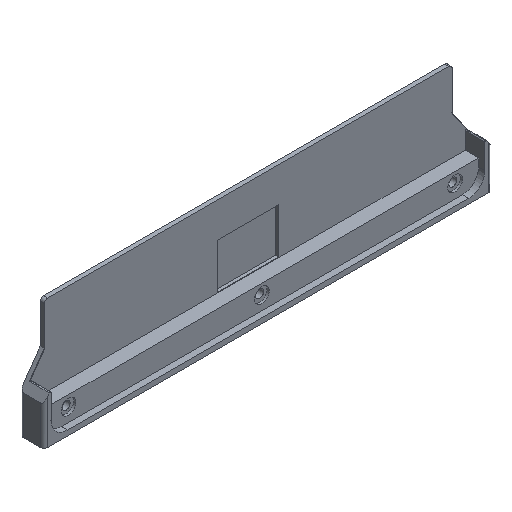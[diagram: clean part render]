
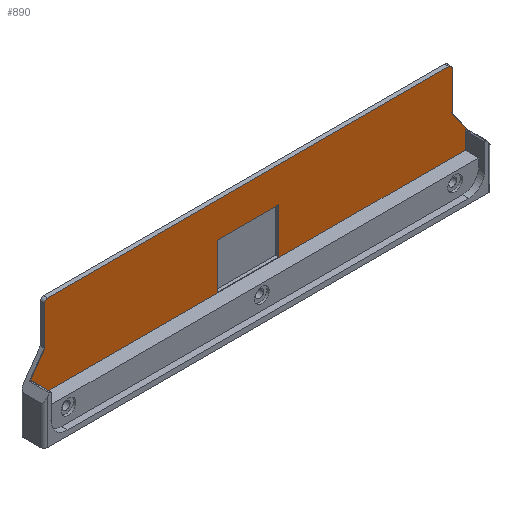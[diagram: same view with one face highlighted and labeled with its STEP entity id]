
A CAD part, isometric view. The second image highlights one B-rep face of the part: STEP entity #890.
In plain terms, the highlighted planar face has unit normal (0, -1, 0).
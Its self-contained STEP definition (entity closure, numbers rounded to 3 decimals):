
#98=CARTESIAN_POINT('',(-9.5,2.15,-10.8));
#99=VERTEX_POINT('',#98);
#106=CARTESIAN_POINT('',(-9.5,2.15,-24.8));
#107=VERTEX_POINT('',#106);
#108=CARTESIAN_POINT('',(-9.5,2.15,-24.8));
#109=DIRECTION('',(0.,0.,1.));
#110=VECTOR('',#109,14.);
#111=LINE('',#108,#110);
#112=EDGE_CURVE('',#107,#99,#111,.T.);
#136=CARTESIAN_POINT('',(9.5,2.15,-10.8));
#137=VERTEX_POINT('',#136);
#144=CARTESIAN_POINT('',(-9.5,2.15,-10.8));
#145=DIRECTION('',(1.,0.,-0.));
#146=VECTOR('',#145,19.);
#147=LINE('',#144,#146);
#148=EDGE_CURVE('',#99,#137,#147,.T.);
#167=CARTESIAN_POINT('',(9.5,2.15,-24.8));
#168=VERTEX_POINT('',#167);
#175=CARTESIAN_POINT('',(9.5,2.15,-10.8));
#176=DIRECTION('',(-0.,-0.,-1.));
#177=VECTOR('',#176,14.);
#178=LINE('',#175,#177);
#179=EDGE_CURVE('',#137,#168,#178,.T.);
#280=CARTESIAN_POINT('',(-62.25,2.15,0.));
#281=VERTEX_POINT('',#280);
#282=CARTESIAN_POINT('',(62.25,2.15,0.));
#283=VERTEX_POINT('',#282);
#284=CARTESIAN_POINT('',(-62.25,2.15,0.));
#285=DIRECTION('',(1.,0.,-0.));
#286=VECTOR('',#285,124.5);
#287=LINE('',#284,#286);
#288=EDGE_CURVE('',#281,#283,#287,.T.);
#311=CARTESIAN_POINT('',(-63.25,2.15,-1.));
#312=VERTEX_POINT('',#311);
#313=CARTESIAN_POINT('',(-63.25,2.15,-13.175));
#314=VERTEX_POINT('',#313);
#315=CARTESIAN_POINT('',(-63.25,2.15,-1.));
#316=DIRECTION('',(-0.,-0.,-1.));
#317=VECTOR('',#316,12.175);
#318=LINE('',#315,#317);
#319=EDGE_CURVE('',#312,#314,#318,.T.);
#367=CARTESIAN_POINT('',(63.25,2.15,-1.));
#368=VERTEX_POINT('',#367);
#375=CARTESIAN_POINT('',(63.25,2.15,-13.175));
#376=VERTEX_POINT('',#375);
#377=CARTESIAN_POINT('',(63.25,2.15,-1.));
#378=DIRECTION('',(0.,0.,-1.));
#379=VECTOR('',#378,12.175);
#380=LINE('',#377,#379);
#381=EDGE_CURVE('',#368,#376,#380,.T.);
#423=CARTESIAN_POINT('',(67.51,2.15,-19.504));
#424=VERTEX_POINT('',#423);
#431=CARTESIAN_POINT('',(67.3,2.15,-19.79));
#432=VERTEX_POINT('',#431);
#433=CARTESIAN_POINT('',(67.6,2.15,-19.79));
#434=DIRECTION('',(0.,-1.,0.));
#435=DIRECTION('',(0.,0.,-1.));
#436=AXIS2_PLACEMENT_3D('',#433,#434,#435);
#437=CIRCLE('',#436,0.3);
#438=EDGE_CURVE('',#424,#432,#437,.T.);
#463=CARTESIAN_POINT('',(-67.51,2.15,-19.504));
#464=VERTEX_POINT('',#463);
#482=CARTESIAN_POINT('',(-67.3,2.15,-19.79));
#483=VERTEX_POINT('',#482);
#490=CARTESIAN_POINT('',(-67.6,2.15,-19.79));
#491=DIRECTION('',(-0.,-1.,-0.));
#492=DIRECTION('',(0.,-0.,1.));
#493=AXIS2_PLACEMENT_3D('',#490,#491,#492);
#494=CIRCLE('',#493,0.3);
#495=EDGE_CURVE('',#483,#464,#494,.T.);
#758=CARTESIAN_POINT('',(-67.637,2.15,-19.492));
#759=VERTEX_POINT('',#758);
#770=CARTESIAN_POINT('',(-67.637,2.15,-19.492));
#771=DIRECTION('',(0.57,0.,0.821));
#772=VECTOR('',#771,7.691);
#773=LINE('',#770,#772);
#774=EDGE_CURVE('',#759,#314,#773,.T.);
#794=CARTESIAN_POINT('',(67.637,2.15,-19.492));
#795=VERTEX_POINT('',#794);
#796=CARTESIAN_POINT('',(63.25,2.15,-13.175));
#797=DIRECTION('',(0.57,-0.,-0.821));
#798=VECTOR('',#797,7.691);
#799=LINE('',#796,#798);
#800=EDGE_CURVE('',#376,#795,#799,.T.);
#815=CARTESIAN_POINT('',(0.,2.15,-67.5));
#816=DIRECTION('',(0.,1.,0.));
#817=DIRECTION('',(0.,0.,1.));
#818=AXIS2_PLACEMENT_3D('',#815,#816,#817);
#819=PLANE('',#818);
#820=ORIENTED_EDGE('',*,*,#179,.T.);
#821=CARTESIAN_POINT('',(9.5,2.15,-24.8));
#822=DIRECTION('',(-1.,-0.,0.));
#823=VECTOR('',#822,19.);
#824=LINE('',#821,#823);
#825=EDGE_CURVE('',#168,#107,#824,.T.);
#826=ORIENTED_EDGE('',*,*,#825,.T.);
#827=ORIENTED_EDGE('',*,*,#112,.T.);
#828=ORIENTED_EDGE('',*,*,#148,.T.);
#829=EDGE_LOOP('',(#820,#826,#827,#828));
#830=FACE_BOUND('',#829,.T.);
#831=ORIENTED_EDGE('',*,*,#381,.F.);
#832=CARTESIAN_POINT('',(62.25,2.15,-1.));
#833=DIRECTION('',(0.,-1.,0.));
#834=DIRECTION('',(0.,0.,-1.));
#835=AXIS2_PLACEMENT_3D('',#832,#833,#834);
#836=CIRCLE('',#835,1.);
#837=EDGE_CURVE('',#368,#283,#836,.T.);
#838=ORIENTED_EDGE('',*,*,#837,.T.);
#839=ORIENTED_EDGE('',*,*,#288,.F.);
#840=CARTESIAN_POINT('',(-62.25,2.15,-1.));
#841=DIRECTION('',(0.,-1.,0.));
#842=DIRECTION('',(0.,0.,-1.));
#843=AXIS2_PLACEMENT_3D('',#840,#841,#842);
#844=CIRCLE('',#843,1.);
#845=EDGE_CURVE('',#281,#312,#844,.T.);
#846=ORIENTED_EDGE('',*,*,#845,.T.);
#847=ORIENTED_EDGE('',*,*,#319,.T.);
#848=ORIENTED_EDGE('',*,*,#774,.F.);
#849=CARTESIAN_POINT('',(-67.6,2.15,-19.79));
#850=DIRECTION('',(-0.,-1.,-0.));
#851=DIRECTION('',(0.,-0.,1.));
#852=AXIS2_PLACEMENT_3D('',#849,#850,#851);
#853=CIRCLE('',#852,0.3);
#854=EDGE_CURVE('',#464,#759,#853,.T.);
#855=ORIENTED_EDGE('',*,*,#854,.F.);
#856=ORIENTED_EDGE('',*,*,#495,.F.);
#857=CARTESIAN_POINT('',(-67.3,2.15,-25.));
#858=VERTEX_POINT('',#857);
#859=CARTESIAN_POINT('',(-67.3,2.15,-19.79));
#860=DIRECTION('',(-0.,-0.,-1.));
#861=VECTOR('',#860,5.21);
#862=LINE('',#859,#861);
#863=EDGE_CURVE('',#483,#858,#862,.T.);
#864=ORIENTED_EDGE('',*,*,#863,.T.);
#865=CARTESIAN_POINT('',(67.3,2.15,-25.));
#866=VERTEX_POINT('',#865);
#867=CARTESIAN_POINT('',(-67.3,2.15,-25.));
#868=DIRECTION('',(1.,0.,-0.));
#869=VECTOR('',#868,134.6);
#870=LINE('',#867,#869);
#871=EDGE_CURVE('',#858,#866,#870,.T.);
#872=ORIENTED_EDGE('',*,*,#871,.T.);
#873=CARTESIAN_POINT('',(67.3,2.15,-25.));
#874=DIRECTION('',(0.,0.,1.));
#875=VECTOR('',#874,5.21);
#876=LINE('',#873,#875);
#877=EDGE_CURVE('',#866,#432,#876,.T.);
#878=ORIENTED_EDGE('',*,*,#877,.T.);
#879=ORIENTED_EDGE('',*,*,#438,.F.);
#880=CARTESIAN_POINT('',(67.6,2.15,-19.79));
#881=DIRECTION('',(0.,-1.,0.));
#882=DIRECTION('',(0.,0.,-1.));
#883=AXIS2_PLACEMENT_3D('',#880,#881,#882);
#884=CIRCLE('',#883,0.3);
#885=EDGE_CURVE('',#795,#424,#884,.T.);
#886=ORIENTED_EDGE('',*,*,#885,.F.);
#887=ORIENTED_EDGE('',*,*,#800,.F.);
#888=EDGE_LOOP('',(#831,#838,#839,#846,#847,#848,#855,#856,#864,#872,#878,#879,#886,#887));
#889=FACE_BOUND('',#888,.T.);
#890=ADVANCED_FACE('',(#830,#889),#819,.F.);
